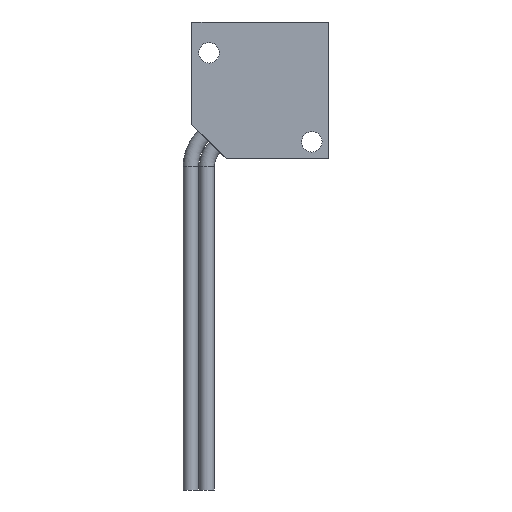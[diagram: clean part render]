
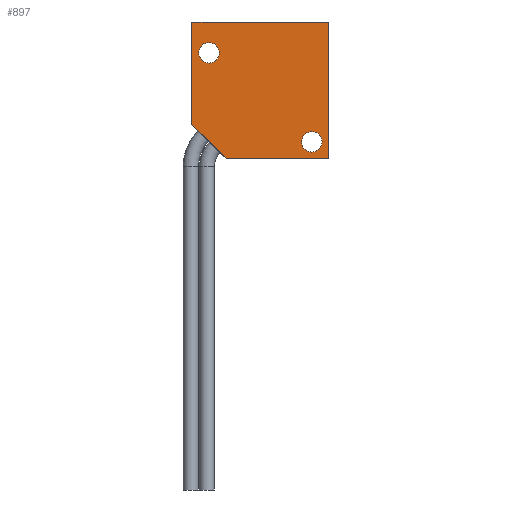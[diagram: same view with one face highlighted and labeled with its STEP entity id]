
A CAD part, front view. The second image highlights one B-rep face of the part: STEP entity #897.
In plain terms, the highlighted planar face has unit normal (0, -1, 0).
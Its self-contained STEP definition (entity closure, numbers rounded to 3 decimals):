
#13=LINE($,#1605,#28);
#21=LINE($,#1622,#36);
#22=LINE($,#1624,#37);
#23=LINE($,#1625,#38);
#24=LINE($,#1626,#39);
#28=VECTOR($,#1320,7.071);
#36=VECTOR($,#1332,20.);
#37=VECTOR($,#1333,20.);
#38=VECTOR($,#1334,15.);
#39=VECTOR($,#1335,15.);
#45=PLANE($,#1053);
#162=FACE_BOUND($,#358,.T.);
#163=FACE_BOUND($,#359,.T.);
#236=FACE_OUTER_BOUND($,#357,.T.);
#357=EDGE_LOOP($,(#766,#767,#768,#769,#770));
#358=EDGE_LOOP($,(#771));
#359=EDGE_LOOP($,(#772));
#501=CIRCLE($,#1047,1.5);
#503=CIRCLE($,#1050,1.5);
#575=VERTEX_POINT($,#1595);
#577=VERTEX_POINT($,#1600);
#578=VERTEX_POINT($,#1603);
#579=VERTEX_POINT($,#1604);
#585=VERTEX_POINT($,#1620);
#586=VERTEX_POINT($,#1621);
#587=VERTEX_POINT($,#1623);
#659=EDGE_CURVE($,#575,#575,#501,.T.);
#661=EDGE_CURVE($,#577,#577,#503,.T.);
#662=EDGE_CURVE($,#578,#579,#13,.T.);
#670=EDGE_CURVE($,#585,#586,#21,.T.);
#671=EDGE_CURVE($,#587,#585,#22,.T.);
#672=EDGE_CURVE($,#579,#587,#23,.T.);
#673=EDGE_CURVE($,#586,#578,#24,.T.);
#766=ORIENTED_EDGE($,*,*,#670,.F.);
#767=ORIENTED_EDGE($,*,*,#671,.F.);
#768=ORIENTED_EDGE($,*,*,#672,.F.);
#769=ORIENTED_EDGE($,*,*,#662,.F.);
#770=ORIENTED_EDGE($,*,*,#673,.F.);
#771=ORIENTED_EDGE($,*,*,#659,.T.);
#772=ORIENTED_EDGE($,*,*,#661,.T.);
#897=ADVANCED_FACE($,(#236,#162,#163),#45,.F.);
#1047=AXIS2_PLACEMENT_3D($,#1596,#1310,#1311);
#1050=AXIS2_PLACEMENT_3D($,#1601,#1316,#1317);
#1053=AXIS2_PLACEMENT_3D($,#1619,#1330,#1331);
#1310=DIRECTION('center_axis',(0.,1.,0.));
#1311=DIRECTION('ref_axis',(0.,0.,1.));
#1316=DIRECTION('center_axis',(0.,1.,0.));
#1317=DIRECTION('ref_axis',(0.,0.,1.));
#1320=DIRECTION($,(-0.707,0.,0.707));
#1330=DIRECTION('center_axis',(0.,1.,0.));
#1331=DIRECTION('ref_axis',(0.,0.,1.));
#1332=DIRECTION($,(0.,0.,-1.));
#1333=DIRECTION($,(1.,0.,0.));
#1334=DIRECTION($,(0.,0.,1.));
#1335=DIRECTION($,(-1.,0.,0.));
#1595=CARTESIAN_POINT('',(-16.4,-2.5,-6.));
#1596=CARTESIAN_POINT('Origin',(-16.4,-2.5,-4.5));
#1600=CARTESIAN_POINT('',(-1.4,-2.5,-19.));
#1601=CARTESIAN_POINT('Origin',(-1.4,-2.5,-17.5));
#1603=CARTESIAN_POINT('',(-13.9,-2.5,-20.));
#1604=CARTESIAN_POINT('',(-18.9,-2.5,-15.));
#1605=CARTESIAN_POINT($,(-18.9,-2.5,-15.));
#1619=CARTESIAN_POINT('Origin',(1.1,-2.5,-20.));
#1620=CARTESIAN_POINT('',(1.1,-2.5,0.));
#1621=CARTESIAN_POINT('',(1.1,-2.5,-20.));
#1622=CARTESIAN_POINT($,(1.1,-2.5,-20.));
#1623=CARTESIAN_POINT('',(-18.9,-2.5,0.));
#1624=CARTESIAN_POINT($,(-18.9,-2.5,0.));
#1625=CARTESIAN_POINT($,(-18.9,-2.5,-15.));
#1626=CARTESIAN_POINT($,(-13.9,-2.5,-20.));
